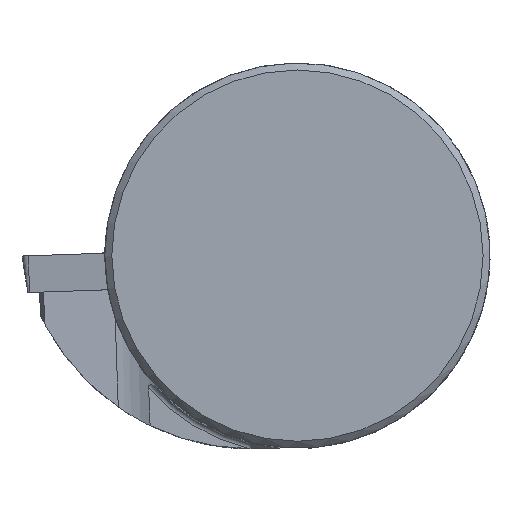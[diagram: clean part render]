
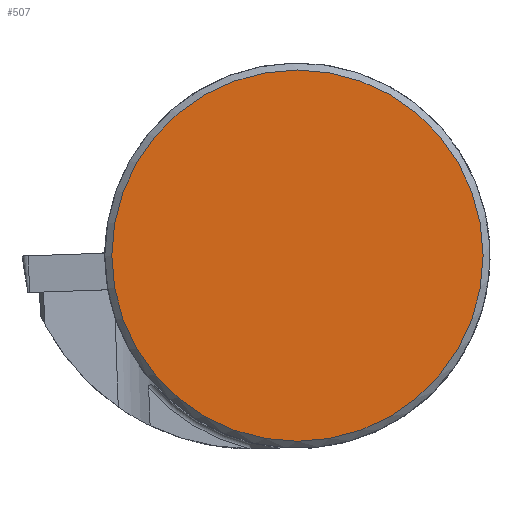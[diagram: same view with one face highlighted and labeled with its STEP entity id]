
A CAD part, top view. The second image highlights one B-rep face of the part: STEP entity #507.
In plain terms, the highlighted planar face has unit normal (0, 0, 1).
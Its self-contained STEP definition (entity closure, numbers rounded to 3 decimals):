
#134=PLANE('',#1615);
#220=FACE_OUTER_BOUND('',#637,.T.);
#507=ADVANCED_FACE('',(#220),#134,.T.);
#637=EDGE_LOOP('',(#981));
#981=ORIENTED_EDGE('',*,*,#1171,.F.);
#1041=VERTEX_POINT('',#2075);
#1171=EDGE_CURVE('',#1041,#1041,#1362,.T.);
#1362=CIRCLE('',#1487,12.049);
#1487=AXIS2_PLACEMENT_3D('',#2074,#1659,#1660);
#1615=AXIS2_PLACEMENT_3D('',#2673,#1981,#1982);
#1659=DIRECTION('',(0.,0.,-1.));
#1660=DIRECTION('',(1.,0.,0.));
#1981=DIRECTION('',(0.,0.,1.));
#1982=DIRECTION('',(1.,0.,0.));
#2074=CARTESIAN_POINT('',(0.,0.,0.));
#2075=CARTESIAN_POINT('',(12.049,0.,0.));
#2673=CARTESIAN_POINT('',(0.,0.,0.));
